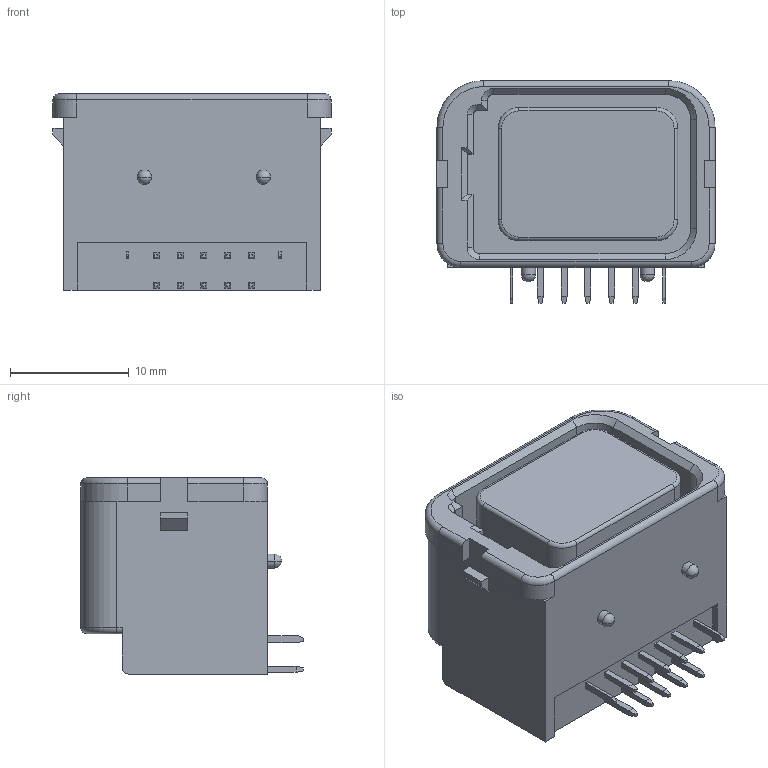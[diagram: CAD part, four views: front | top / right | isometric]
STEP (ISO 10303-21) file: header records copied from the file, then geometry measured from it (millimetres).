
FILE_DESCRIPTION(('OneSpaceDesigner STEP Export'),'2;1');
FILE_NAME('GT17V-10DP-DS.stp','2007-03-26T10:31:23',(''),(''),'OneSpace Designer STEP processor (Jan. 2003) for AP214(CD)(Solid Model)','OneSpace Designer 12.00 10-Sep-2003 (C) CoCreate Software GmbH','');
FILE_SCHEMA(('AUTOMOTIVE_DESIGN_CC2 {1 2 10303 214 -1 1 5 1}'));
Length unit declared in the file: millimetre
Products named in the file (1): GT17V-10DP-DS
Bounding box: 23.4 x 18.7 x 16.5 mm (x, y, z)
Volume: 3869.8 mm3; surface area: 3648.2 mm2
Topology: 1 solids, 1 shells, 326 faces, 853 edges, 535 vertices
Faces by surface type: plane 254, cylinder 53, torus 10, cone 5, sphere 4
Entity records: 9820 total; most frequent: ORIENTED_EDGE 1708, CARTESIAN_POINT 1699, DIRECTION 1620, EDGE_CURVE 849, VECTOR 708, LINE 708, VERTEX_POINT 535, AXIS2_PLACEMENT_3D 456
